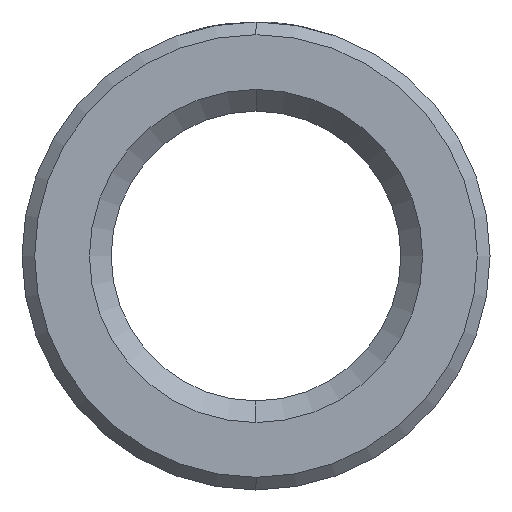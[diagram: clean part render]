
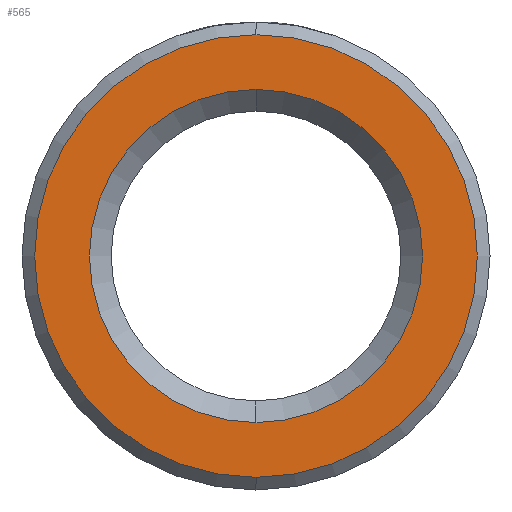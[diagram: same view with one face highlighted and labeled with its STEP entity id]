
A CAD part, left-side view. The second image highlights one B-rep face of the part: STEP entity #565.
In plain terms, the highlighted planar face has unit normal (-1, 0, 0).
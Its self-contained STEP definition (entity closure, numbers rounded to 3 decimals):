
#565 = ADVANCED_FACE ( 'NONE', ( #9693, #3509 ), #6740, .F. ) ;
#782 = AXIS2_PLACEMENT_3D ( 'NONE', #10962, #6492, #7584 ) ;
#997 = EDGE_CURVE ( 'NONE', #5300, #3314, #6258, .T. ) ;
#1211 = DIRECTION ( 'NONE',  ( 1., 0., 0. ) ) ;
#2295 = AXIS2_PLACEMENT_3D ( 'NONE', #3539, #1211, #13377 ) ;
#2532 = DIRECTION ( 'NONE',  ( 1., 0., 0. ) ) ;
#2876 = CIRCLE ( 'NONE', #782, 8.75 ) ;
#2917 = CARTESIAN_POINT ( 'NONE',  ( 0., 0., -6.585 ) ) ;
#3314 = VERTEX_POINT ( 'NONE', #6980 ) ;
#3509 = FACE_BOUND ( 'NONE', #7806, .T. ) ;
#3539 = CARTESIAN_POINT ( 'NONE',  ( 0., 0., 0. ) ) ;
#3878 = DIRECTION ( 'NONE',  ( 0., 0., -1. ) ) ;
#4835 = EDGE_CURVE ( 'NONE', #11766, #6415, #2876, .T. ) ;
#5300 = VERTEX_POINT ( 'NONE', #2917 ) ;
#5591 = AXIS2_PLACEMENT_3D ( 'NONE', #13298, #13392, #6870 ) ;
#5753 = CARTESIAN_POINT ( 'NONE',  ( 0., 0., 0. ) ) ;
#5990 = EDGE_LOOP ( 'NONE', ( #8866, #13200 ) ) ;
#6013 = CARTESIAN_POINT ( 'NONE',  ( 0., 0., 0. ) ) ;
#6258 = CIRCLE ( 'NONE', #2295, 6.585 ) ;
#6415 = VERTEX_POINT ( 'NONE', #8322 ) ;
#6492 = DIRECTION ( 'NONE',  ( -1., 0., 0. ) ) ;
#6740 = PLANE ( 'NONE',  #9387 ) ;
#6870 = DIRECTION ( 'NONE',  ( 0., 0., -1. ) ) ;
#6980 = CARTESIAN_POINT ( 'NONE',  ( 0., 0., 6.585 ) ) ;
#7249 = ORIENTED_EDGE ( 'NONE', *, *, #8977, .T. ) ;
#7584 = DIRECTION ( 'NONE',  ( 0., 0., -1. ) ) ;
#7806 = EDGE_LOOP ( 'NONE', ( #7249, #8654 ) ) ;
#8322 = CARTESIAN_POINT ( 'NONE',  ( 0., 0., 8.75 ) ) ;
#8654 = ORIENTED_EDGE ( 'NONE', *, *, #997, .T. ) ;
#8866 = ORIENTED_EDGE ( 'NONE', *, *, #4835, .T. ) ;
#8977 = EDGE_CURVE ( 'NONE', #3314, #5300, #10451, .T. ) ;
#9359 = EDGE_CURVE ( 'NONE', #6415, #11766, #12846, .T. ) ;
#9387 = AXIS2_PLACEMENT_3D ( 'NONE', #5753, #2532, #13411 ) ;
#9693 = FACE_OUTER_BOUND ( 'NONE', #5990, .T. ) ;
#9888 = AXIS2_PLACEMENT_3D ( 'NONE', #6013, #13631, #3878 ) ;
#10451 = CIRCLE ( 'NONE', #9888, 6.585 ) ;
#10962 = CARTESIAN_POINT ( 'NONE',  ( 0., 0., 0. ) ) ;
#11674 = CARTESIAN_POINT ( 'NONE',  ( 0., 0., -8.75 ) ) ;
#11766 = VERTEX_POINT ( 'NONE', #11674 ) ;
#12846 = CIRCLE ( 'NONE', #5591, 8.75 ) ;
#13200 = ORIENTED_EDGE ( 'NONE', *, *, #9359, .T. ) ;
#13298 = CARTESIAN_POINT ( 'NONE',  ( 0., 0., 0. ) ) ;
#13377 = DIRECTION ( 'NONE',  ( 0., 0., -1. ) ) ;
#13392 = DIRECTION ( 'NONE',  ( -1., 0., 0. ) ) ;
#13411 = DIRECTION ( 'NONE',  ( 0., 0., -1. ) ) ;
#13631 = DIRECTION ( 'NONE',  ( 1., 0., 0. ) ) ;
